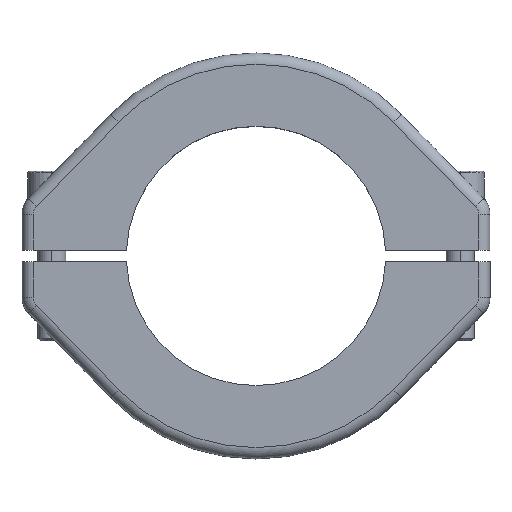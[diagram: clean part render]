
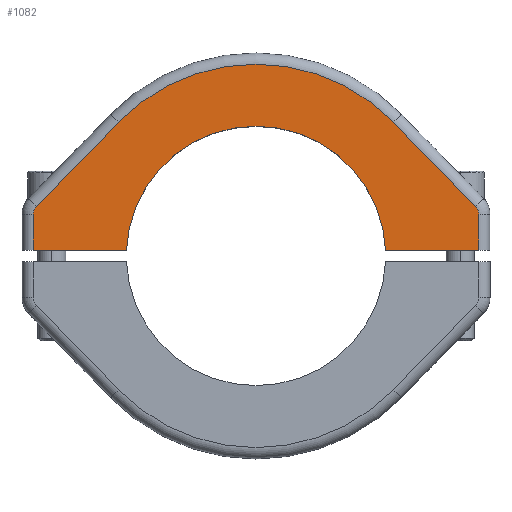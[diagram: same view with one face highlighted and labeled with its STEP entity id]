
A CAD part, top view. The second image highlights one B-rep face of the part: STEP entity #1082.
In plain terms, the highlighted planar face has unit normal (0, 0, 1).
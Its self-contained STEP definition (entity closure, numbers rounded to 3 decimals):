
#226 = CARTESIAN_POINT ( 'NONE',  ( 41.5, 1., 9. ) ) ;
#233 = LINE ( 'NONE', #226, #1648 ) ;
#237 = DIRECTION ( 'NONE',  ( 1., 0., 0. ) ) ;
#280 = LINE ( 'NONE', #281, #1630 ) ;
#281 = CARTESIAN_POINT ( 'NONE',  ( 41.5, 1., 9. ) ) ;
#289 = DIRECTION ( 'NONE',  ( 1., 0., 0. ) ) ;
#344 = CARTESIAN_POINT ( 'NONE',  ( 39.5, 7.373, 9. ) ) ;
#348 = LINE ( 'NONE', #344, #1608 ) ;
#355 = DIRECTION ( 'NONE',  ( 0., 1., 0. ) ) ;
#359 = CARTESIAN_POINT ( 'NONE',  ( 37.5, 7.373, 9. ) ) ;
#360 = DIRECTION ( 'NONE',  ( 0., 0., 1. ) ) ;
#361 = DIRECTION ( 'NONE',  ( 1., 0., 0. ) ) ;
#403 = CARTESIAN_POINT ( 'NONE',  ( -39.5, 7.373, 9. ) ) ;
#406 = CARTESIAN_POINT ( 'NONE',  ( -38.932, 8.769, 9. ) ) ;
#407 = CARTESIAN_POINT ( 'NONE',  ( 39.5, 7.373, 9. ) ) ;
#408 = CARTESIAN_POINT ( 'NONE',  ( 38.932, 8.769, 9. ) ) ;
#410 = CARTESIAN_POINT ( 'NONE',  ( -24.347, 23.732, 9. ) ) ;
#517 = CARTESIAN_POINT ( 'NONE',  ( 24.347, 23.732, 9. ) ) ;
#544 = CARTESIAN_POINT ( 'NONE',  ( -39.5, 1., 9. ) ) ;
#546 = CARTESIAN_POINT ( 'NONE',  ( -22.978, 1., 9. ) ) ;
#562 = CARTESIAN_POINT ( 'NONE',  ( 22.978, 1., 9. ) ) ;
#572 = CARTESIAN_POINT ( 'NONE',  ( 39.5, 1., 9. ) ) ;
#734 = AXIS2_PLACEMENT_3D ( 'NONE', #2225, #2226, #2227 ) ;
#766 = CIRCLE ( 'NONE', #734, 2. ) ;
#774 = VECTOR ( 'NONE', #2221, 1000. ) ;
#881 = AXIS2_PLACEMENT_3D ( 'NONE', #4212, #4231, #4232 ) ;
#972 = AXIS2_PLACEMENT_3D ( 'NONE', #2290, #2291, #2292 ) ;
#989 = CIRCLE ( 'NONE', #999, 23. ) ;
#991 = CIRCLE ( 'NONE', #972, 34. ) ;
#999 = AXIS2_PLACEMENT_3D ( 'NONE', #2298, #2299, #2300 ) ;
#1007 = VECTOR ( 'NONE', #2293, 1000. ) ;
#1082 = ADVANCED_FACE ( 'NONE', ( #4229 ), #4221, .T. ) ;
#1227 = EDGE_CURVE ( 'NONE', #3235, #3228, #2218, .T. ) ;
#1229 = EDGE_CURVE ( 'NONE', #3228, #3232, #766, .T. ) ;
#1250 = EDGE_CURVE ( 'NONE', #3597, #3235, #991, .T. ) ;
#1251 = EDGE_CURVE ( 'NONE', #3231, #3597, #2284, .T. ) ;
#1253 = EDGE_CURVE ( 'NONE', #3717, #3627, #989, .T. ) ;
#1290 = EDGE_CURVE ( 'NONE', #3232, #3625, #2401, .T. ) ;
#1390 = EDGE_CURVE ( 'NONE', #3717, #3727, #233, .T. ) ;
#1405 = EDGE_CURVE ( 'NONE', #3625, #3627, #280, .T. ) ;
#1424 = EDGE_CURVE ( 'NONE', #3727, #3229, #348, .T. ) ;
#1425 = EDGE_CURVE ( 'NONE', #3229, #3231, #1606, .T. ) ;
#1541 = VECTOR ( 'NONE', #2409, 1000. ) ;
#1606 = CIRCLE ( 'NONE', #1617, 2. ) ;
#1608 = VECTOR ( 'NONE', #355, 1000. ) ;
#1617 = AXIS2_PLACEMENT_3D ( 'NONE', #359, #360, #361 ) ;
#1630 = VECTOR ( 'NONE', #289, 1000. ) ;
#1648 = VECTOR ( 'NONE', #237, 1000. ) ;
#2218 = LINE ( 'NONE', #2220, #774 ) ;
#2220 = CARTESIAN_POINT ( 'NONE',  ( -38.932, 8.769, 9. ) ) ;
#2221 = DIRECTION ( 'NONE',  ( -0.698, -0.716, 0. ) ) ;
#2225 = CARTESIAN_POINT ( 'NONE',  ( -37.5, 7.373, 9. ) ) ;
#2226 = DIRECTION ( 'NONE',  ( 0., 0., 1. ) ) ;
#2227 = DIRECTION ( 'NONE',  ( 1., 0., 0. ) ) ;
#2284 = LINE ( 'NONE', #2285, #1007 ) ;
#2285 = CARTESIAN_POINT ( 'NONE',  ( 24.347, 23.732, 9. ) ) ;
#2290 = CARTESIAN_POINT ( 'NONE',  ( 0., 0., 9. ) ) ;
#2291 = DIRECTION ( 'NONE',  ( 0., 0., 1. ) ) ;
#2292 = DIRECTION ( 'NONE',  ( 1., 0., 0. ) ) ;
#2293 = DIRECTION ( 'NONE',  ( -0.698, 0.716, 0. ) ) ;
#2298 = CARTESIAN_POINT ( 'NONE',  ( 0., 0., 9. ) ) ;
#2299 = DIRECTION ( 'NONE',  ( 0., 0., 1. ) ) ;
#2300 = DIRECTION ( 'NONE',  ( 1., 0., 0. ) ) ;
#2401 = LINE ( 'NONE', #2402, #1541 ) ;
#2402 = CARTESIAN_POINT ( 'NONE',  ( -39.5, 1., 9. ) ) ;
#2409 = DIRECTION ( 'NONE',  ( 0., -1., 0. ) ) ;
#3120 = ORIENTED_EDGE ( 'NONE', *, *, #1250, .T. ) ;
#3228 = VERTEX_POINT ( 'NONE', #406 ) ;
#3229 = VERTEX_POINT ( 'NONE', #407 ) ;
#3231 = VERTEX_POINT ( 'NONE', #408 ) ;
#3232 = VERTEX_POINT ( 'NONE', #403 ) ;
#3235 = VERTEX_POINT ( 'NONE', #410 ) ;
#3274 = ORIENTED_EDGE ( 'NONE', *, *, #1227, .T. ) ;
#3292 = ORIENTED_EDGE ( 'NONE', *, *, #1290, .T. ) ;
#3307 = ORIENTED_EDGE ( 'NONE', *, *, #1253, .F. ) ;
#3352 = ORIENTED_EDGE ( 'NONE', *, *, #1405, .T. ) ;
#3362 = ORIENTED_EDGE ( 'NONE', *, *, #1229, .T. ) ;
#3476 = ORIENTED_EDGE ( 'NONE', *, *, #1251, .T. ) ;
#3477 = ORIENTED_EDGE ( 'NONE', *, *, #1425, .T. ) ;
#3478 = ORIENTED_EDGE ( 'NONE', *, *, #1424, .T. ) ;
#3479 = ORIENTED_EDGE ( 'NONE', *, *, #1390, .T. ) ;
#3597 = VERTEX_POINT ( 'NONE', #517 ) ;
#3625 = VERTEX_POINT ( 'NONE', #544 ) ;
#3627 = VERTEX_POINT ( 'NONE', #546 ) ;
#3669 = EDGE_LOOP ( 'NONE', ( #3479, #3478, #3477, #3476, #3120, #3274, #3362, #3292, #3352, #3307 ) ) ;
#3717 = VERTEX_POINT ( 'NONE', #562 ) ;
#3727 = VERTEX_POINT ( 'NONE', #572 ) ;
#4212 = CARTESIAN_POINT ( 'NONE',  ( -37.5, 7.373, 9. ) ) ;
#4221 = PLANE ( 'NONE',  #881 ) ;
#4229 = FACE_OUTER_BOUND ( 'NONE', #3669, .T. ) ;
#4231 = DIRECTION ( 'NONE',  ( 0., 0., 1. ) ) ;
#4232 = DIRECTION ( 'NONE',  ( 1., 0., 0. ) ) ;
